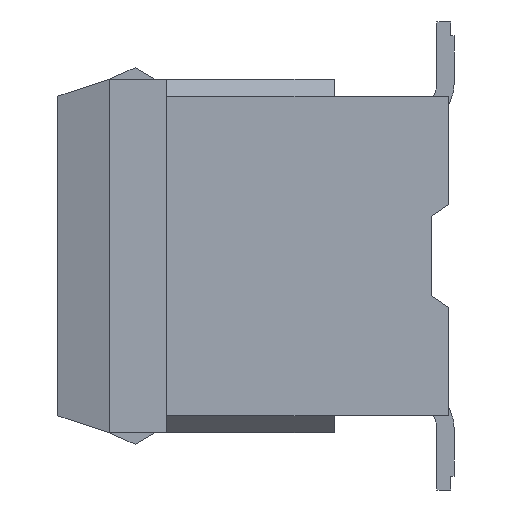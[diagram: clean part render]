
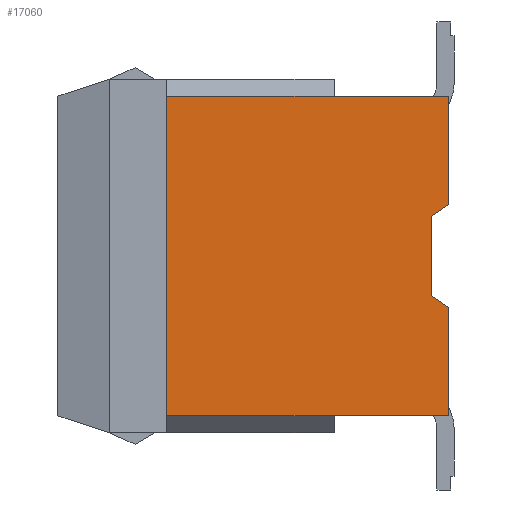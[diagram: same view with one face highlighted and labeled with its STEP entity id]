
A CAD part, left-side view. The second image highlights one B-rep face of the part: STEP entity #17060.
In plain terms, the highlighted planar face has unit normal (-1, 0, 0).
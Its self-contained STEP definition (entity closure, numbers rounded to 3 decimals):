
#1757=DIRECTION('',(0.,0.,1.));
#1758=VECTOR('',#1757,0.95);
#1759=CARTESIAN_POINT('',(-4.9,0.,-1.4));
#1760=LINE('',#1759,#1758);
#1777=DIRECTION('',(0.,0.,1.));
#1778=VECTOR('',#1777,0.95);
#1779=CARTESIAN_POINT('',(-4.9,0.,0.45));
#1780=LINE('',#1779,#1778);
#1801=DIRECTION('',(0.,-1.,0.));
#1802=VECTOR('',#1801,1.47);
#1803=CARTESIAN_POINT('',(-4.9,2.47,1.4));
#1804=LINE('',#1803,#1802);
#1805=DIRECTION('',(0.,-1.,0.));
#1806=VECTOR('',#1805,1.);
#1807=CARTESIAN_POINT('',(-4.9,1.,1.4));
#1808=LINE('',#1807,#1806);
#1809=DIRECTION('',(0.,-0.832,0.555));
#1810=VECTOR('',#1809,0.18);
#1811=CARTESIAN_POINT('',(-4.9,0.15,0.35));
#1812=LINE('',#1811,#1810);
#1813=DIRECTION('',(0.,0.,1.));
#1814=VECTOR('',#1813,0.7);
#1815=CARTESIAN_POINT('',(-4.9,0.15,-0.35));
#1816=LINE('',#1815,#1814);
#1817=DIRECTION('',(0.,0.832,0.555));
#1818=VECTOR('',#1817,0.18);
#1819=CARTESIAN_POINT('',(-4.9,0.,-0.45));
#1820=LINE('',#1819,#1818);
#1821=DIRECTION('',(0.,-1.,0.));
#1822=VECTOR('',#1821,1.);
#1823=CARTESIAN_POINT('',(-4.9,1.,-1.4));
#1824=LINE('',#1823,#1822);
#1825=DIRECTION('',(0.,1.,0.));
#1826=VECTOR('',#1825,1.47);
#1827=CARTESIAN_POINT('',(-4.9,1.,-1.4));
#1828=LINE('',#1827,#1826);
#1829=DIRECTION('',(0.,0.,1.));
#1830=VECTOR('',#1829,2.8);
#1831=CARTESIAN_POINT('',(-4.9,2.47,-1.4));
#1832=LINE('',#1831,#1830);
#11833=CARTESIAN_POINT('',(-4.9,0.,1.4));
#11835=VERTEX_POINT('',#11833);
#11893=CARTESIAN_POINT('',(-4.9,0.,-1.4));
#11895=VERTEX_POINT('',#11893);
#11905=CARTESIAN_POINT('',(-4.9,0.,-0.45));
#11907=VERTEX_POINT('',#11905);
#11913=CARTESIAN_POINT('',(-4.9,0.,0.45));
#11915=VERTEX_POINT('',#11913);
#11925=CARTESIAN_POINT('',(-4.9,0.15,-0.35));
#11926=VERTEX_POINT('',#11925);
#11927=CARTESIAN_POINT('',(-4.9,0.15,0.35));
#11928=VERTEX_POINT('',#11927);
#12250=CARTESIAN_POINT('',(-4.9,1.,1.4));
#12252=VERTEX_POINT('',#12250);
#12253=CARTESIAN_POINT('',(-4.9,2.47,1.4));
#12254=VERTEX_POINT('',#12253);
#12266=CARTESIAN_POINT('',(-4.9,2.47,-1.4));
#12268=VERTEX_POINT('',#12266);
#12269=CARTESIAN_POINT('',(-4.9,1.,-1.4));
#12270=VERTEX_POINT('',#12269);
#17040=CARTESIAN_POINT('',(-4.9,2.47,-1.55));
#17041=DIRECTION('',(-1.,0.,0.));
#17042=DIRECTION('',(0.,-1.,0.));
#17043=AXIS2_PLACEMENT_3D('',#17040,#17041,#17042);
#17044=PLANE('',#17043);
#17045=ORIENTED_EDGE('',*,*,#15597,.T.);
#17047=ORIENTED_EDGE('',*,*,#17046,.T.);
#17048=ORIENTED_EDGE('',*,*,#16987,.F.);
#17050=ORIENTED_EDGE('',*,*,#17049,.F.);
#17052=ORIENTED_EDGE('',*,*,#17051,.F.);
#17053=ORIENTED_EDGE('',*,*,#17017,.F.);
#17054=ORIENTED_EDGE('',*,*,#16961,.F.);
#17055=ORIENTED_EDGE('',*,*,#16913,.F.);
#17056=ORIENTED_EDGE('',*,*,#15565,.T.);
#17057=ORIENTED_EDGE('',*,*,#15579,.T.);
#17058=EDGE_LOOP('',(#17045,#17047,#17048,#17050,#17052,#17053,#17054,#17055,
#17056,#17057));
#17059=FACE_OUTER_BOUND('',#17058,.F.);
#17060=ADVANCED_FACE('',(#17059),#17044,.T.);
#15565=EDGE_CURVE('',#12270,#12268,#1828,.T.);
#15579=EDGE_CURVE('',#12268,#12254,#1832,.T.);
#15597=EDGE_CURVE('',#12254,#12252,#1804,.T.);
#16913=EDGE_CURVE('',#12270,#11895,#1824,.T.);
#16961=EDGE_CURVE('',#11895,#11907,#1760,.T.);
#16987=EDGE_CURVE('',#11915,#11835,#1780,.T.);
#17017=EDGE_CURVE('',#11907,#11926,#1820,.T.);
#17046=EDGE_CURVE('',#12252,#11835,#1808,.T.);
#17049=EDGE_CURVE('',#11928,#11915,#1812,.T.);
#17051=EDGE_CURVE('',#11926,#11928,#1816,.T.);
